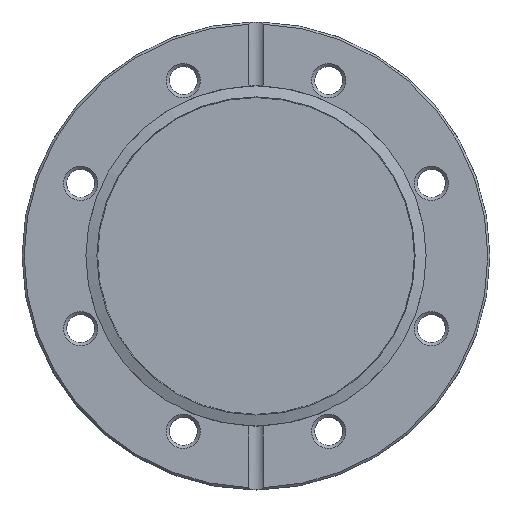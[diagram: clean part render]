
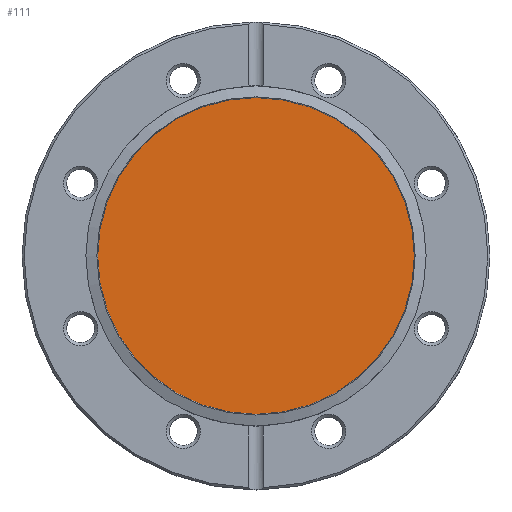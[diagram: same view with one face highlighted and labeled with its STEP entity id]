
A CAD part, top view. The second image highlights one B-rep face of the part: STEP entity #111.
In plain terms, the highlighted planar face has unit normal (0, 0, 1).
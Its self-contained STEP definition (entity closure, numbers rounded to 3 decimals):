
#111 = ADVANCED_FACE( '', ( #232 ), #233, .F. );
#232 = FACE_OUTER_BOUND( '', #357, .T. );
#233 = PLANE( '', #358 );
#357 = EDGE_LOOP( '', ( #582 ) );
#358 = AXIS2_PLACEMENT_3D( '', #583, #584, #585 );
#582 = ORIENTED_EDGE( '', *, *, #651, .T. );
#583 = CARTESIAN_POINT( '', ( 0., 0., 7.468 ) );
#584 = DIRECTION( '', ( 0., 0., -1. ) );
#585 = DIRECTION( '', ( -1., 0., 0. ) );
#651 = EDGE_CURVE( '', #757, #757, #758, .T. );
#757 = VERTEX_POINT( '', #935 );
#758 = CIRCLE( '', #936, 38.423 );
#935 = CARTESIAN_POINT( '', ( 38.423, 0., 7.468 ) );
#936 = AXIS2_PLACEMENT_3D( '', #1072, #1073, #1074 );
#1072 = CARTESIAN_POINT( '', ( 0., 0., 7.468 ) );
#1073 = DIRECTION( '', ( 0., 0., 1. ) );
#1074 = DIRECTION( '', ( 1., 0., 0. ) );
